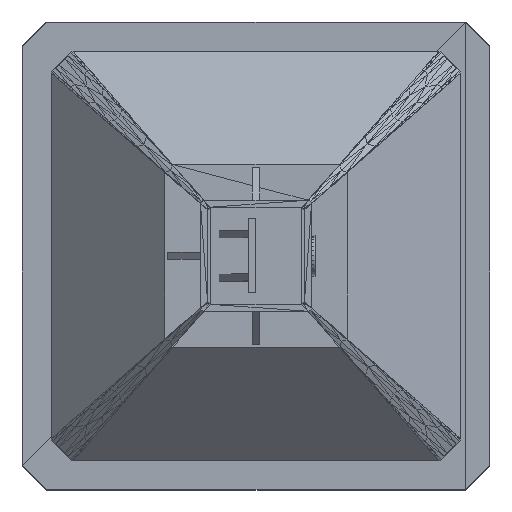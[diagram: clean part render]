
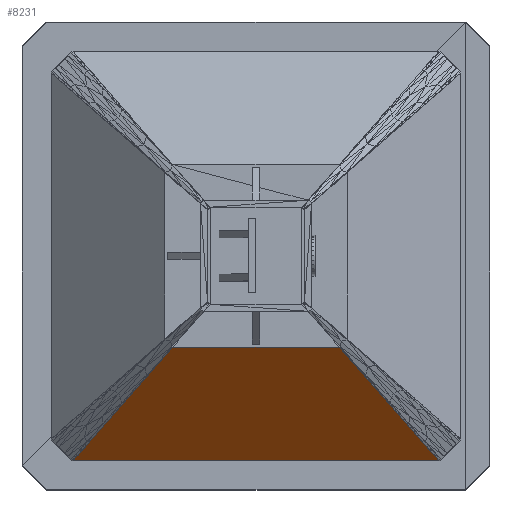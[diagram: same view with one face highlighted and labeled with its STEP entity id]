
A CAD part, top view. The second image highlights one B-rep face of the part: STEP entity #8231.
In plain terms, the highlighted planar face has unit normal (0, -0.7, 0.714).
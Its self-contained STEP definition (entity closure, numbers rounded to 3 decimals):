
#939 = CARTESIAN_POINT ( 'NONE',  ( 48.628, 368.357, 10. ) ) ;
#1021 = DIRECTION ( 'NONE',  ( -1., 0., 0. ) ) ;
#1867 = CARTESIAN_POINT ( 'NONE',  ( 133.563, 465.257, 105. ) ) ;
#3550 = CARTESIAN_POINT ( 'NONE',  ( 276.207, 465.257, 105. ) ) ;
#4595 = VECTOR ( 'NONE', #20249, 1000. ) ;
#4760 = VECTOR ( 'NONE', #13794, 1000. ) ;
#5057 = CARTESIAN_POINT ( 'NONE',  ( 133.563, 465.257, 105. ) ) ;
#5783 = DIRECTION ( 'NONE',  ( -0.531, -0.605, -0.593 ) ) ;
#6103 = LINE ( 'NONE', #12089, #4760 ) ;
#6894 = PLANE ( 'NONE',  #20829 ) ;
#7451 = VERTEX_POINT ( 'NONE', #3550 ) ;
#8231 = ADVANCED_FACE ( 'NONE', ( #9225 ), #6894, .T. ) ;
#9225 = FACE_OUTER_BOUND ( 'NONE', #11397, .T. ) ;
#9746 = DIRECTION ( 'NONE',  ( -0.531, 0.605, 0.593 ) ) ;
#11397 = EDGE_LOOP ( 'NONE', ( #17836, #23890, #22373, #12867 ) ) ;
#12089 = CARTESIAN_POINT ( 'NONE',  ( 276.207, 465.257, 105. ) ) ;
#12383 = CARTESIAN_POINT ( 'NONE',  ( 133.563, 465.257, 105. ) ) ;
#12712 = VECTOR ( 'NONE', #5783, 1000. ) ;
#12814 = LINE ( 'NONE', #939, #4595 ) ;
#12867 = ORIENTED_EDGE ( 'NONE', *, *, #15302, .T. ) ;
#13500 = EDGE_CURVE ( 'NONE', #21083, #23625, #12814, .T. ) ;
#13794 = DIRECTION ( 'NONE',  ( -1., 0., 0. ) ) ;
#13959 = VECTOR ( 'NONE', #9746, 1000. ) ;
#14554 = EDGE_CURVE ( 'NONE', #18626, #21083, #23661, .T. ) ;
#14852 = DIRECTION ( 'NONE',  ( 0., -0.7, 0.714 ) ) ;
#15302 = EDGE_CURVE ( 'NONE', #7451, #18626, #6103, .T. ) ;
#15501 = CARTESIAN_POINT ( 'NONE',  ( 361.143, 368.357, 10. ) ) ;
#16009 = CARTESIAN_POINT ( 'NONE',  ( 361.143, 368.357, 10. ) ) ;
#17836 = ORIENTED_EDGE ( 'NONE', *, *, #14554, .T. ) ;
#18626 = VERTEX_POINT ( 'NONE', #12383 ) ;
#19946 = CARTESIAN_POINT ( 'NONE',  ( 48.628, 368.357, 10. ) ) ;
#20249 = DIRECTION ( 'NONE',  ( 1., 0., 0. ) ) ;
#20829 = AXIS2_PLACEMENT_3D ( 'NONE', #5057, #14852, #1021 ) ;
#21083 = VERTEX_POINT ( 'NONE', #19946 ) ;
#22373 = ORIENTED_EDGE ( 'NONE', *, *, #22658, .T. ) ;
#22658 = EDGE_CURVE ( 'NONE', #23625, #7451, #23837, .T. ) ;
#23625 = VERTEX_POINT ( 'NONE', #15501 ) ;
#23661 = LINE ( 'NONE', #1867, #12712 ) ;
#23837 = LINE ( 'NONE', #16009, #13959 ) ;
#23890 = ORIENTED_EDGE ( 'NONE', *, *, #13500, .T. ) ;
